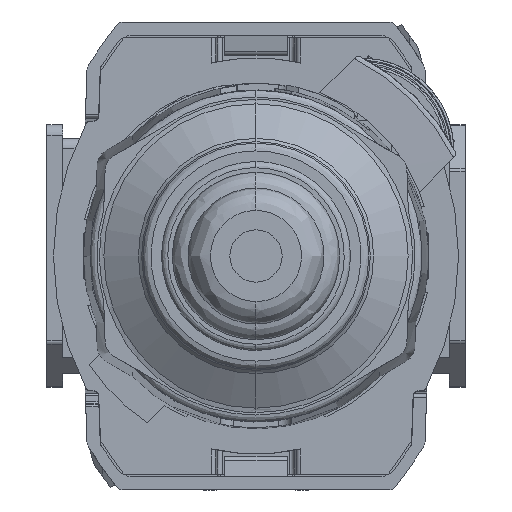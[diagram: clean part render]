
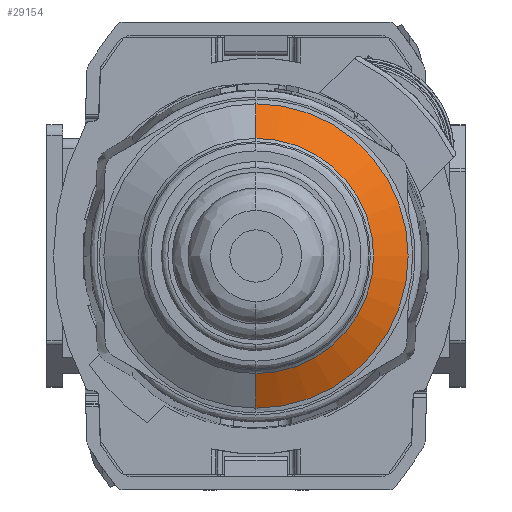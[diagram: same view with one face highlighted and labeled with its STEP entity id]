
A CAD part, front view. The second image highlights one B-rep face of the part: STEP entity #29154.
In plain terms, the highlighted conical face has half-angle 60 degrees and reference radius 16.907 mm.
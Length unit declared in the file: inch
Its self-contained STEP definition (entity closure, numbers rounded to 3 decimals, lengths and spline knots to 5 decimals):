
#207 = CARTESIAN_POINT ( 'NONE',  ( 0., -3.78452, 0.51452 ) ) ;
#2800 = VERTEX_POINT ( 'NONE', #18335 ) ;
#3816 = CIRCLE ( 'NONE', #15916, 0.66563 ) ;
#4696 = DIRECTION ( 'NONE',  ( 0., -1., 0. ) ) ;
#4843 = LINE ( 'NONE', #22453, #20092 ) ;
#5849 = EDGE_CURVE ( 'NONE', #27778, #2800, #4843, .T. ) ;
#5958 = EDGE_CURVE ( 'NONE', #27380, #32063, #17148, .T. ) ;
#6149 = DIRECTION ( 'NONE',  ( 0., 0.5, 0.866 ) ) ;
#7378 = AXIS2_PLACEMENT_3D ( 'NONE', #17802, #8887, #8718 ) ;
#8579 = CIRCLE ( 'NONE', #7378, 0.51452 ) ;
#8718 = DIRECTION ( 'NONE',  ( 0., 0., 1. ) ) ;
#8887 = DIRECTION ( 'NONE',  ( 0., 1., 0. ) ) ;
#10879 = CARTESIAN_POINT ( 'NONE',  ( 0., -3.69728, 0.66563 ) ) ;
#11762 = ORIENTED_EDGE ( 'NONE', *, *, #28956, .T. ) ;
#14717 = DIRECTION ( 'NONE',  ( 0., 0., -1. ) ) ;
#15469 = DIRECTION ( 'NONE',  ( 0., 0., 1. ) ) ;
#15916 = AXIS2_PLACEMENT_3D ( 'NONE', #18922, #4696, #14717 ) ;
#16414 = DIRECTION ( 'NONE',  ( 0., 0.5, -0.866 ) ) ;
#17148 = LINE ( 'NONE', #22815, #18934 ) ;
#17395 = CARTESIAN_POINT ( 'NONE',  ( 0., -3.78452, -0.51452 ) ) ;
#17802 = CARTESIAN_POINT ( 'NONE',  ( 0., -3.78452, 0. ) ) ;
#18335 = CARTESIAN_POINT ( 'NONE',  ( 0., -3.69728, -0.66563 ) ) ;
#18922 = CARTESIAN_POINT ( 'NONE',  ( 0., -3.69728, 0. ) ) ;
#18930 = CONICAL_SURFACE ( 'NONE', #37067, 0.66563, 1.047 ) ;
#18934 = VECTOR ( 'NONE', #6149, 39.37008 ) ;
#18968 = ORIENTED_EDGE ( 'NONE', *, *, #23131, .T. ) ;
#19036 = ORIENTED_EDGE ( 'NONE', *, *, #5958, .F. ) ;
#20092 = VECTOR ( 'NONE', #16414, 39.37008 ) ;
#22453 = CARTESIAN_POINT ( 'NONE',  ( 0., -3.69728, -0.66563 ) ) ;
#22815 = CARTESIAN_POINT ( 'NONE',  ( 0., -3.69728, 0.66563 ) ) ;
#23131 = EDGE_CURVE ( 'NONE', #27380, #27778, #8579, .T. ) ;
#24429 = ORIENTED_EDGE ( 'NONE', *, *, #5849, .T. ) ;
#26440 = DIRECTION ( 'NONE',  ( 0., 1., 0. ) ) ;
#27380 = VERTEX_POINT ( 'NONE', #207 ) ;
#27778 = VERTEX_POINT ( 'NONE', #17395 ) ;
#28956 = EDGE_CURVE ( 'NONE', #2800, #32063, #3816, .T. ) ;
#29154 = ADVANCED_FACE ( 'NONE', ( #32319 ), #18930, .T. ) ;
#32063 = VERTEX_POINT ( 'NONE', #10879 ) ;
#32319 = FACE_OUTER_BOUND ( 'NONE', #36092, .T. ) ;
#32499 = CARTESIAN_POINT ( 'NONE',  ( 0., -3.69728, 0. ) ) ;
#36092 = EDGE_LOOP ( 'NONE', ( #18968, #24429, #11762, #19036 ) ) ;
#37067 = AXIS2_PLACEMENT_3D ( 'NONE', #32499, #26440, #15469 ) ;
